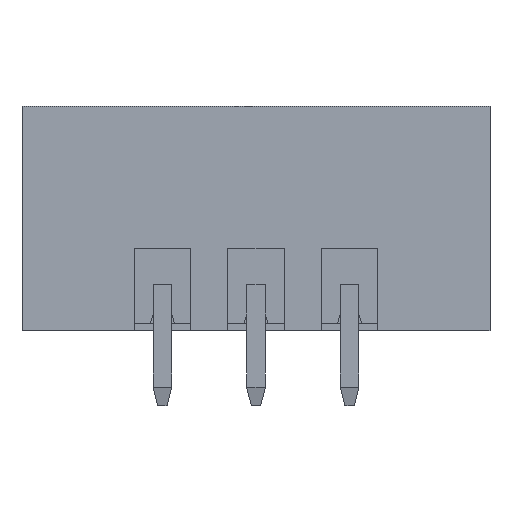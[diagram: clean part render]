
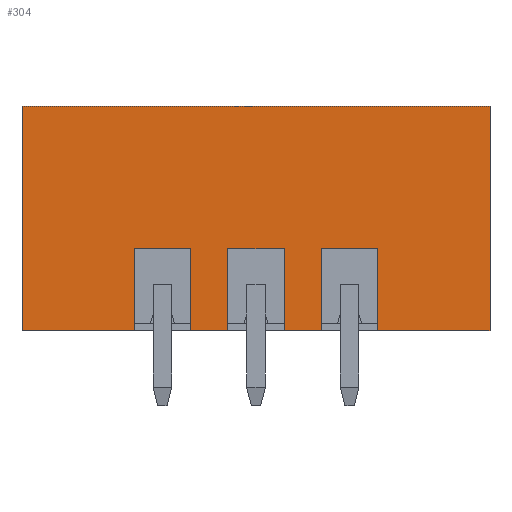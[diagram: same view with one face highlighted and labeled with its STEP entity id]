
A CAD part, front view. The second image highlights one B-rep face of the part: STEP entity #304.
In plain terms, the highlighted planar face has unit normal (0, -1, 0).
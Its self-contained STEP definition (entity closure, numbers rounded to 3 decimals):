
#304 = ADVANCED_FACE( '', ( #727 ), #728, .T. );
#727 = FACE_OUTER_BOUND( '', #1321, .T. );
#728 = PLANE( '', #1322 );
#1321 = EDGE_LOOP( '', ( #1925, #1926, #1927, #1928, #1929, #1930, #1931, #1932, #1933, #1934, #1935, #1936, #1937, #1938, #1939, #1940 ) );
#1322 = AXIS2_PLACEMENT_3D( '', #1941, #1942, #1943 );
#1925 = ORIENTED_EDGE( '', *, *, #3616, .T. );
#1926 = ORIENTED_EDGE( '', *, *, #3617, .T. );
#1927 = ORIENTED_EDGE( '', *, *, #3618, .F. );
#1928 = ORIENTED_EDGE( '', *, *, #3619, .F. );
#1929 = ORIENTED_EDGE( '', *, *, #3620, .F. );
#1930 = ORIENTED_EDGE( '', *, *, #3621, .T. );
#1931 = ORIENTED_EDGE( '', *, *, #3622, .F. );
#1932 = ORIENTED_EDGE( '', *, *, #3623, .F. );
#1933 = ORIENTED_EDGE( '', *, *, #3624, .F. );
#1934 = ORIENTED_EDGE( '', *, *, #3625, .T. );
#1935 = ORIENTED_EDGE( '', *, *, #3626, .F. );
#1936 = ORIENTED_EDGE( '', *, *, #3627, .F. );
#1937 = ORIENTED_EDGE( '', *, *, #3628, .F. );
#1938 = ORIENTED_EDGE( '', *, *, #3629, .T. );
#1939 = ORIENTED_EDGE( '', *, *, #3630, .F. );
#1940 = ORIENTED_EDGE( '', *, *, #3631, .T. );
#1941 = CARTESIAN_POINT( '', ( 8.5, -4.25, -6. ) );
#1942 = DIRECTION( '', ( 0., -1., 0. ) );
#1943 = DIRECTION( '', ( 0., 0., -1. ) );
#3616 = EDGE_CURVE( '', #4302, #4303, #4304, .T. );
#3617 = EDGE_CURVE( '', #4303, #4305, #4306, .T. );
#3618 = EDGE_CURVE( '', #4307, #4305, #4308, .T. );
#3619 = EDGE_CURVE( '', #4309, #4307, #4310, .T. );
#3620 = EDGE_CURVE( '', #4311, #4309, #4312, .T. );
#3621 = EDGE_CURVE( '', #4311, #4313, #4314, .T. );
#3622 = EDGE_CURVE( '', #4315, #4313, #4316, .T. );
#3623 = EDGE_CURVE( '', #4317, #4315, #4318, .T. );
#3624 = EDGE_CURVE( '', #4319, #4317, #4320, .T. );
#3625 = EDGE_CURVE( '', #4319, #4321, #4322, .T. );
#3626 = EDGE_CURVE( '', #4323, #4321, #4324, .T. );
#3627 = EDGE_CURVE( '', #4325, #4323, #4326, .T. );
#3628 = EDGE_CURVE( '', #4327, #4325, #4328, .T. );
#3629 = EDGE_CURVE( '', #4327, #4329, #4330, .T. );
#3630 = EDGE_CURVE( '', #4331, #4329, #4332, .T. );
#3631 = EDGE_CURVE( '', #4331, #4302, #4333, .T. );
#4302 = VERTEX_POINT( '', #5350 );
#4303 = VERTEX_POINT( '', #5351 );
#4304 = LINE( '', #5352, #5353 );
#4305 = VERTEX_POINT( '', #5354 );
#4306 = LINE( '', #5355, #5356 );
#4307 = VERTEX_POINT( '', #5357 );
#4308 = LINE( '', #5358, #5359 );
#4309 = VERTEX_POINT( '', #5360 );
#4310 = LINE( '', #5361, #5362 );
#4311 = VERTEX_POINT( '', #5363 );
#4312 = LINE( '', #5364, #5365 );
#4313 = VERTEX_POINT( '', #5366 );
#4314 = LINE( '', #5367, #5368 );
#4315 = VERTEX_POINT( '', #5369 );
#4316 = LINE( '', #5370, #5371 );
#4317 = VERTEX_POINT( '', #5372 );
#4318 = LINE( '', #5373, #5374 );
#4319 = VERTEX_POINT( '', #5375 );
#4320 = LINE( '', #5376, #5377 );
#4321 = VERTEX_POINT( '', #5378 );
#4322 = LINE( '', #5379, #5380 );
#4323 = VERTEX_POINT( '', #5381 );
#4324 = LINE( '', #5382, #5383 );
#4325 = VERTEX_POINT( '', #5384 );
#4326 = LINE( '', #5385, #5386 );
#4327 = VERTEX_POINT( '', #5387 );
#4328 = LINE( '', #5388, #5389 );
#4329 = VERTEX_POINT( '', #5390 );
#4330 = LINE( '', #5391, #5392 );
#4331 = VERTEX_POINT( '', #5393 );
#4332 = LINE( '', #5394, #5395 );
#4333 = LINE( '', #5396, #5397 );
#5350 = CARTESIAN_POINT( '', ( 12.5, -4.25, 6. ) );
#5351 = CARTESIAN_POINT( '', ( -12.5, -4.25, 6. ) );
#5352 = CARTESIAN_POINT( '', ( 8.5, -4.25, 6. ) );
#5353 = VECTOR( '', #6944, 1000. );
#5354 = CARTESIAN_POINT( '', ( -12.5, -4.25, -6. ) );
#5355 = CARTESIAN_POINT( '', ( -12.5, -4.25, 6. ) );
#5356 = VECTOR( '', #6945, 1000. );
#5357 = CARTESIAN_POINT( '', ( -6.5, -4.25, -6. ) );
#5358 = CARTESIAN_POINT( '', ( 8.5, -4.25, -6. ) );
#5359 = VECTOR( '', #6946, 1000. );
#5360 = CARTESIAN_POINT( '', ( -6.5, -4.25, -1.6 ) );
#5361 = CARTESIAN_POINT( '', ( -6.5, -4.25, -5.6 ) );
#5362 = VECTOR( '', #6947, 1000. );
#5363 = CARTESIAN_POINT( '', ( -3.5, -4.25, -1.6 ) );
#5364 = CARTESIAN_POINT( '', ( -3.5, -4.25, -1.6 ) );
#5365 = VECTOR( '', #6948, 1000. );
#5366 = CARTESIAN_POINT( '', ( -3.5, -4.25, -6. ) );
#5367 = CARTESIAN_POINT( '', ( -3.5, -4.25, -5.6 ) );
#5368 = VECTOR( '', #6949, 1000. );
#5369 = CARTESIAN_POINT( '', ( -1.5, -4.25, -6. ) );
#5370 = CARTESIAN_POINT( '', ( 8.5, -4.25, -6. ) );
#5371 = VECTOR( '', #6950, 1000. );
#5372 = CARTESIAN_POINT( '', ( -1.5, -4.25, -1.6 ) );
#5373 = CARTESIAN_POINT( '', ( -1.5, -4.25, -5.6 ) );
#5374 = VECTOR( '', #6951, 1000. );
#5375 = CARTESIAN_POINT( '', ( 1.5, -4.25, -1.6 ) );
#5376 = CARTESIAN_POINT( '', ( 1.5, -4.25, -1.6 ) );
#5377 = VECTOR( '', #6952, 1000. );
#5378 = CARTESIAN_POINT( '', ( 1.5, -4.25, -6. ) );
#5379 = CARTESIAN_POINT( '', ( 1.5, -4.25, -5.6 ) );
#5380 = VECTOR( '', #6953, 1000. );
#5381 = CARTESIAN_POINT( '', ( 3.5, -4.25, -6. ) );
#5382 = CARTESIAN_POINT( '', ( 8.5, -4.25, -6. ) );
#5383 = VECTOR( '', #6954, 1000. );
#5384 = CARTESIAN_POINT( '', ( 3.5, -4.25, -1.6 ) );
#5385 = CARTESIAN_POINT( '', ( 3.5, -4.25, -5.6 ) );
#5386 = VECTOR( '', #6955, 1000. );
#5387 = CARTESIAN_POINT( '', ( 6.5, -4.25, -1.6 ) );
#5388 = CARTESIAN_POINT( '', ( 6.5, -4.25, -1.6 ) );
#5389 = VECTOR( '', #6956, 1000. );
#5390 = CARTESIAN_POINT( '', ( 6.5, -4.25, -6. ) );
#5391 = CARTESIAN_POINT( '', ( 6.5, -4.25, -5.6 ) );
#5392 = VECTOR( '', #6957, 1000. );
#5393 = CARTESIAN_POINT( '', ( 12.5, -4.25, -6. ) );
#5394 = CARTESIAN_POINT( '', ( 8.5, -4.25, -6. ) );
#5395 = VECTOR( '', #6958, 1000. );
#5396 = CARTESIAN_POINT( '', ( 12.5, -4.25, -6. ) );
#5397 = VECTOR( '', #6959, 1000. );
#6944 = DIRECTION( '', ( -1., 0., 0. ) );
#6945 = DIRECTION( '', ( 0., 0., -1. ) );
#6946 = DIRECTION( '', ( -1., 0., 0. ) );
#6947 = DIRECTION( '', ( 0., 0., -1. ) );
#6948 = DIRECTION( '', ( -1., 0., 0. ) );
#6949 = DIRECTION( '', ( 0., 0., -1. ) );
#6950 = DIRECTION( '', ( -1., 0., 0. ) );
#6951 = DIRECTION( '', ( 0., 0., -1. ) );
#6952 = DIRECTION( '', ( -1., 0., 0. ) );
#6953 = DIRECTION( '', ( 0., 0., -1. ) );
#6954 = DIRECTION( '', ( -1., 0., 0. ) );
#6955 = DIRECTION( '', ( 0., 0., -1. ) );
#6956 = DIRECTION( '', ( -1., 0., 0. ) );
#6957 = DIRECTION( '', ( 0., 0., -1. ) );
#6958 = DIRECTION( '', ( -1., 0., 0. ) );
#6959 = DIRECTION( '', ( 0., 0., 1. ) );
